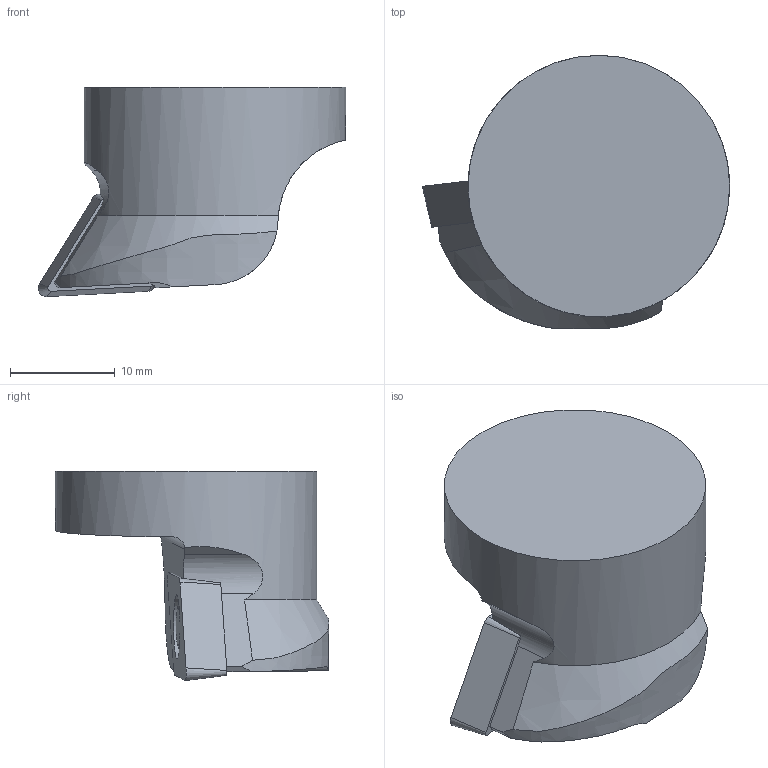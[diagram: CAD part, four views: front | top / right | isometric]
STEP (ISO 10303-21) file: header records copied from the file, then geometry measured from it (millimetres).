
FILE_DESCRIPTION(/* description */ (''),/* implementation_level */ '2;1');
FILE_NAME(/* name */ '1642399148423.stp',/* time_stamp */ '2022-01-17T11:29:29+06:00',/* author */ (''),/* organization */ ('SMS'),/* preprocessor_version */ 'ST-DEVELOPER v16.7',/* originating_system */ 'SIEMENS PLM Software NX 12.0',/* authorisation */ '');
FILE_SCHEMA (('AUTOMOTIVE_DESIGN { 1 0 10303 214 3 1 1 1 }'));
Length unit declared in the file: millimetre
Products named in the file (4): IsoTurningInsert; ASSEMBLY_CONSTRUCTION; 203918009mod000_00; 203918008mod000_00
Assembly tree (3 placements, depth 2):
  203918008mod000_00
    203918009mod000_00
    ASSEMBLY_CONSTRUCTION
    IsoTurningInsert
Bounding box: 29.37 x 26.11 x 20 mm (x, y, z)
Volume: 5916.7 mm3; surface area: 2672.3 mm2
Topology: 2 solids, 2 shells, 44 faces, 113 edges, 81 vertices
Faces by surface type: plane 19, cone 10, cylinder 9, torus 4, sphere 1, extrusion 1
Full cylindrical faces by diameter (mm): 4.4 x2, 5.25 x1, 25 x1
Entity records: 1610 total; most frequent: CARTESIAN_POINT 442, DIRECTION 226, ORIENTED_EDGE 190, EDGE_CURVE 95, AXIS2_PLACEMENT_3D 93, VERTEX_POINT 68, EDGE_LOOP 59, ADVANCED_FACE 44
